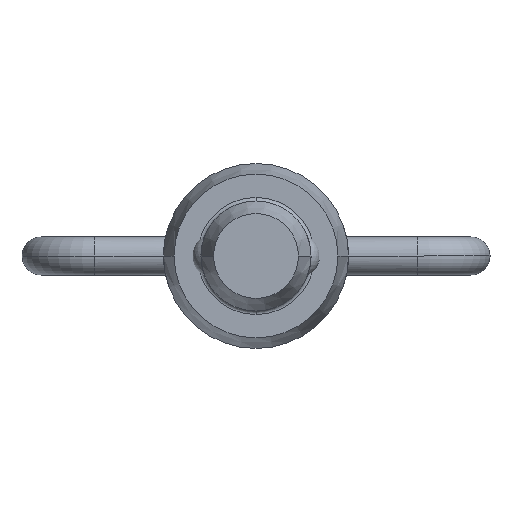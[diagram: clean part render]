
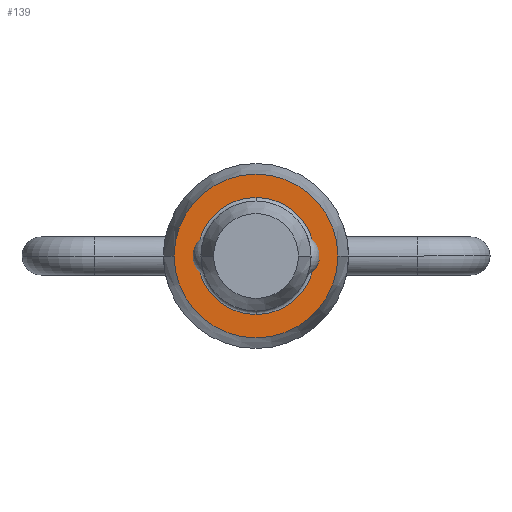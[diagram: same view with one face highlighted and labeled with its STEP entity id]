
A CAD part, front view. The second image highlights one B-rep face of the part: STEP entity #139.
In plain terms, the highlighted planar face has unit normal (0, -1, 0).
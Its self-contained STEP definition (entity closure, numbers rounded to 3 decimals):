
#139=ADVANCED_FACE('',(#277,#278),#279,.T.);
#277=FACE_OUTER_BOUND('',#410,.T.);
#278=FACE_BOUND('',#411,.T.);
#279=PLANE('',#412);
#410=EDGE_LOOP('',(#756,#757));
#411=EDGE_LOOP('',(#758,#759,#760));
#412=AXIS2_PLACEMENT_3D('',#761,#762,#763);
#756=ORIENTED_EDGE('',*,*,#925,.T.);
#757=ORIENTED_EDGE('',*,*,#894,.T.);
#758=ORIENTED_EDGE('',*,*,#921,.T.);
#759=ORIENTED_EDGE('',*,*,#904,.T.);
#760=ORIENTED_EDGE('',*,*,#922,.T.);
#761=CARTESIAN_POINT('',(-4.355,0.,0.0));
#762=DIRECTION('',(0.,-1.0,0.0));
#763=DIRECTION('',(1.0,0.,0.0));
#894=EDGE_CURVE('',#1091,#1088,#1092,.T.);
#904=EDGE_CURVE('',#1103,#1105,#1107,.T.);
#921=EDGE_CURVE('',#1125,#1103,#1126,.T.);
#922=EDGE_CURVE('',#1105,#1125,#1127,.T.);
#925=EDGE_CURVE('',#1088,#1091,#1130,.T.);
#1088=VERTEX_POINT('',#1450);
#1091=VERTEX_POINT('',#1454);
#1092=CIRCLE('',#1455,4.722);
#1103=VERTEX_POINT('',#1486);
#1105=VERTEX_POINT('',#1488);
#1107=CIRCLE('',#1490,3.375);
#1125=VERTEX_POINT('',#1530);
#1126=CIRCLE('',#1531,3.375);
#1127=CIRCLE('',#1532,3.375);
#1130=CIRCLE('',#1535,4.722);
#1450=CARTESIAN_POINT('',(-4.722,0.0,0.0));
#1454=CARTESIAN_POINT('',(4.722,0.,0.));
#1455=AXIS2_PLACEMENT_3D('',#1712,#1713,#1714);
#1486=CARTESIAN_POINT('',(0.,0.,3.375));
#1488=CARTESIAN_POINT('',(0.,0.,-3.375));
#1490=AXIS2_PLACEMENT_3D('',#1727,#1728,#1729);
#1530=CARTESIAN_POINT('',(-3.375,0.0,0.0));
#1531=AXIS2_PLACEMENT_3D('',#1743,#1744,#1745);
#1532=AXIS2_PLACEMENT_3D('',#1746,#1747,#1748);
#1535=AXIS2_PLACEMENT_3D('',#1749,#1750,#1751);
#1712=CARTESIAN_POINT('',(0.,0.,0.));
#1713=DIRECTION('',(0.,-1.0,0.0));
#1714=DIRECTION('',(-1.0,0.,0.0));
#1727=CARTESIAN_POINT('',(0.,0.0,0.0));
#1728=DIRECTION('',(0.,1.0,0.0));
#1729=DIRECTION('',(-1.0,0.,0.0));
#1743=CARTESIAN_POINT('',(0.,0.0,0.0));
#1744=DIRECTION('',(0.,1.0,0.0));
#1745=DIRECTION('',(-1.0,0.,0.0));
#1746=CARTESIAN_POINT('',(0.,0.0,0.0));
#1747=DIRECTION('',(0.,1.0,0.0));
#1748=DIRECTION('',(-1.0,0.,0.0));
#1749=CARTESIAN_POINT('',(0.,0.,0.));
#1750=DIRECTION('',(0.,-1.0,0.0));
#1751=DIRECTION('',(-1.0,0.,0.0));
